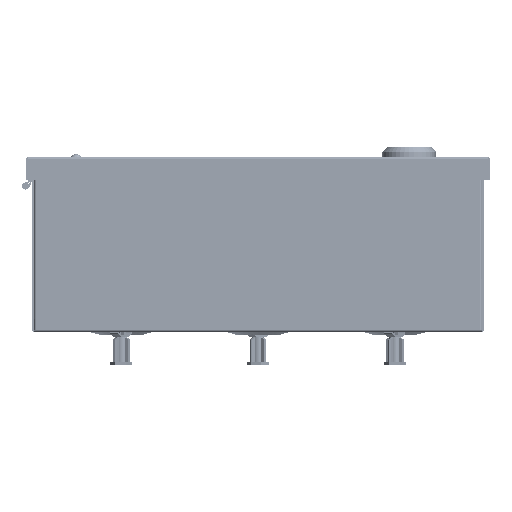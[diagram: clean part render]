
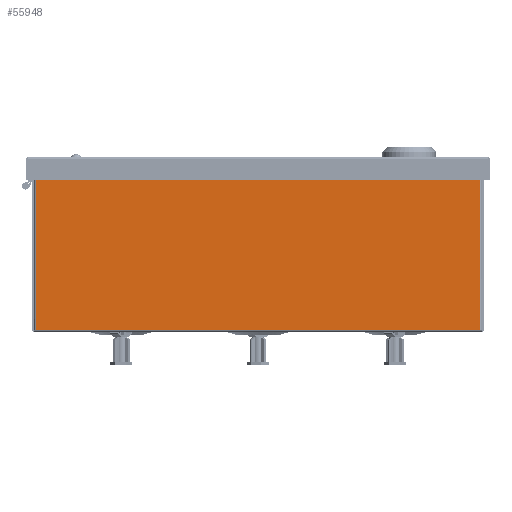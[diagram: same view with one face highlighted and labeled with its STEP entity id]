
A CAD part, front view. The second image highlights one B-rep face of the part: STEP entity #55948.
In plain terms, the highlighted planar face has unit normal (0, -1, 0).
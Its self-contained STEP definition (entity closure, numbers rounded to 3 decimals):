
#814 = CARTESIAN_POINT ( 'NONE',  ( -93.2, -129.5, 0.1 ) ) ;
#7807 = EDGE_CURVE ( 'NONE', #189629, #33374, #68426, .T. ) ;
#25380 = CARTESIAN_POINT ( 'NONE',  ( 93.2, -129.5, 0.1 ) ) ;
#27463 = CARTESIAN_POINT ( 'NONE',  ( 93.2, -129.5, 70.5 ) ) ;
#33374 = VERTEX_POINT ( 'NONE', #814 ) ;
#55948 = ADVANCED_FACE ( 'NONE', ( #152175 ), #166864, .F. ) ;
#58895 = VECTOR ( 'NONE', #114187, 1000. ) ;
#66431 = VECTOR ( 'NONE', #127051, 1000. ) ;
#68426 = LINE ( 'NONE', #128974, #66431 ) ;
#70935 = EDGE_CURVE ( 'NONE', #106677, #33374, #99545, .T. ) ;
#72174 = ORIENTED_EDGE ( 'NONE', *, *, #70935, .T. ) ;
#83628 = DIRECTION ( 'NONE',  ( -1., 0., 0. ) ) ;
#99545 = LINE ( 'NONE', #175708, #116577 ) ;
#100621 = AXIS2_PLACEMENT_3D ( 'NONE', #104388, #119026, #165899 ) ;
#101973 = VERTEX_POINT ( 'NONE', #27463 ) ;
#102055 = ORIENTED_EDGE ( 'NONE', *, *, #138614, .T. ) ;
#104388 = CARTESIAN_POINT ( 'NONE',  ( 0., -129.5, 0. ) ) ;
#106677 = VERTEX_POINT ( 'NONE', #150971 ) ;
#108458 = VECTOR ( 'NONE', #83628, 1000. ) ;
#114187 = DIRECTION ( 'NONE',  ( 0., 0., 1. ) ) ;
#116577 = VECTOR ( 'NONE', #159117, 1000. ) ;
#118451 = EDGE_LOOP ( 'NONE', ( #102055, #136738, #72174, #174209 ) ) ;
#119026 = DIRECTION ( 'NONE',  ( 0., 1., 0. ) ) ;
#127051 = DIRECTION ( 'NONE',  ( -1., 0., 0. ) ) ;
#128827 = LINE ( 'NONE', #25380, #58895 ) ;
#128974 = CARTESIAN_POINT ( 'NONE',  ( -94.1, -129.5, 0.1 ) ) ;
#136738 = ORIENTED_EDGE ( 'NONE', *, *, #137466, .T. ) ;
#137466 = EDGE_CURVE ( 'NONE', #101973, #106677, #157815, .T. ) ;
#138614 = EDGE_CURVE ( 'NONE', #189629, #101973, #128827, .T. ) ;
#140196 = CARTESIAN_POINT ( 'NONE',  ( 93.2, -129.5, 0.1 ) ) ;
#143166 = CARTESIAN_POINT ( 'NONE',  ( 0., -129.5, 70.5 ) ) ;
#150971 = CARTESIAN_POINT ( 'NONE',  ( -93.2, -129.5, 70.5 ) ) ;
#152175 = FACE_OUTER_BOUND ( 'NONE', #118451, .T. ) ;
#157815 = LINE ( 'NONE', #143166, #108458 ) ;
#159117 = DIRECTION ( 'NONE',  ( 0., 0., -1. ) ) ;
#165899 = DIRECTION ( 'NONE',  ( 0., 0., 1. ) ) ;
#166864 = PLANE ( 'NONE',  #100621 ) ;
#174209 = ORIENTED_EDGE ( 'NONE', *, *, #7807, .F. ) ;
#175708 = CARTESIAN_POINT ( 'NONE',  ( -93.2, -129.5, 70.5 ) ) ;
#189629 = VERTEX_POINT ( 'NONE', #140196 ) ;
